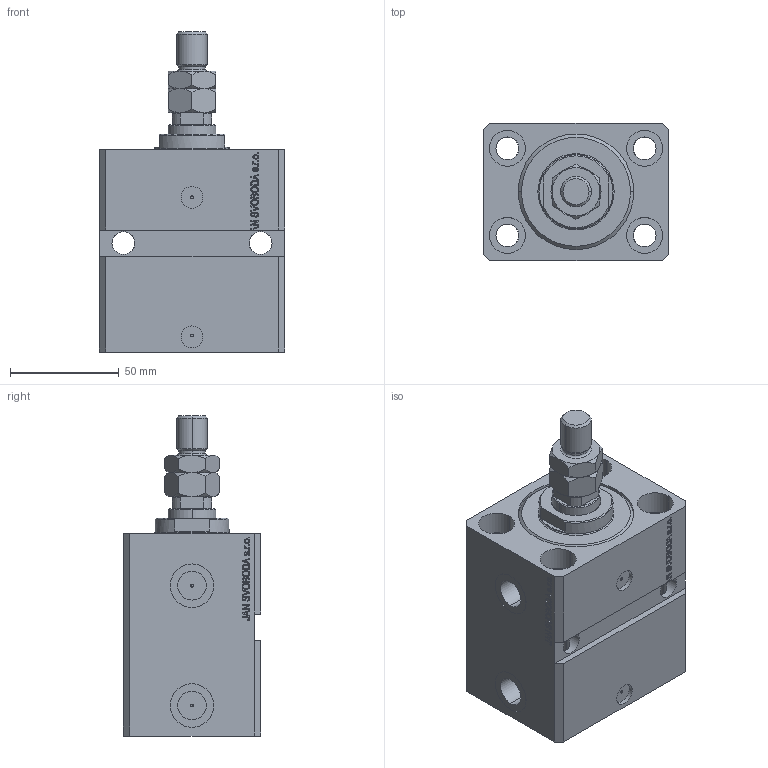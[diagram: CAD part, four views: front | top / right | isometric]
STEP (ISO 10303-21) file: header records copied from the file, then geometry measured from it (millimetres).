
FILE_DESCRIPTION (( 'STEP AP203' ), '1' );
FILE_NAME ('5b9e.STEP', '2022-04-09T15:34:30', ( '' ), ( '' ), 'SwSTEP 2.0', 'SolidWorks 2019', '' );
FILE_SCHEMA (( 'CONFIG_CONTROL_DESIGN' ));
Length unit declared in the file: millimetre
Products named in the file (5): V250CE_VC_E 05bf2dae67d981c09781a3977cbfb6b8; V250CE_C_VCP 05bf2dae67d981c09781a3977cbfb6b8; V250CE_E_Body 05bf2dae67d981c09781a3977cbfb6b8; 5b9e; MTA 05bf2dae67d981c09781a3977cbfb6b8
Assembly tree (4 placements, depth 2):
  5b9e
    V250CE_E_Body 05bf2dae67d981c09781a3977cbfb6b8
    V250CE_C_VCP 05bf2dae67d981c09781a3977cbfb6b8
    V250CE_VC_E 05bf2dae67d981c09781a3977cbfb6b8
    MTA 05bf2dae67d981c09781a3977cbfb6b8
Bounding box: 85 x 63 x 146.9 mm (x, y, z)
Volume: 437690.4 mm3; surface area: 92452.3 mm2
Topology: 4 solids, 4 shells, 966 faces, 2465 edges, 1607 vertices
Faces by surface type: plane 474, bspline 356, cylinder 88, cone 40, torus 8
Entity records: 46422 total; most frequent: CARTESIAN_POINT 24959, ORIENTED_EDGE 4926, DIRECTION 3095, EDGE_CURVE 2463, VERTEX_POINT 1607, LINE 1477, VECTOR 1477, EDGE_LOOP 1096
